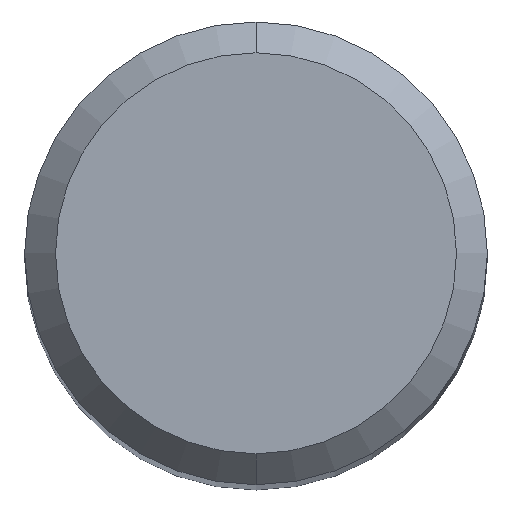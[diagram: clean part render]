
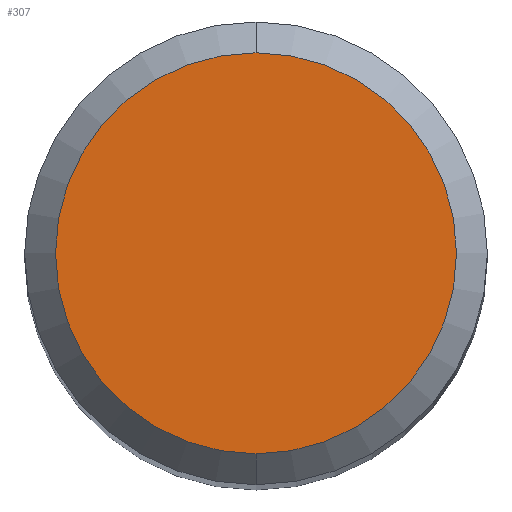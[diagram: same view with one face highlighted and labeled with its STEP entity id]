
A CAD part, top view. The second image highlights one B-rep face of the part: STEP entity #307.
In plain terms, the highlighted planar face has unit normal (0, 0, 1).
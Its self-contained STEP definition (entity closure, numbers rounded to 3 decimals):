
#199=VERTEX_POINT('',#509);
#307=ADVANCED_FACE('',(#629),#630,.T.);
#329=EDGE_CURVE('',#199,#427,#654,.T.);
#391=EDGE_CURVE('',#427,#199,#722,.T.);
#427=VERTEX_POINT('',#761);
#509=CARTESIAN_POINT('',(0.0,2.6,0.0));
#629=FACE_OUTER_BOUND('',#1132,.T.);
#630=PLANE('',#1133);
#654=CIRCLE('',#1174,2.6);
#722=CIRCLE('',#1302,2.6);
#761=CARTESIAN_POINT('',(0.,-2.6,0.0));
#1132=EDGE_LOOP('',(#1615,#1616));
#1133=AXIS2_PLACEMENT_3D('',#1617,#1618,#1619);
#1174=AXIS2_PLACEMENT_3D('',#1641,#1642,#1643);
#1302=AXIS2_PLACEMENT_3D('',#1725,#1726,#1727);
#1615=ORIENTED_EDGE('',*,*,#329,.F.);
#1616=ORIENTED_EDGE('',*,*,#391,.F.);
#1617=CARTESIAN_POINT('',(0.0,1.3,0.0));
#1618=DIRECTION('',(-0.0,0.0,1.0));
#1619=DIRECTION('',(0.0,-1.0,0.0));
#1641=CARTESIAN_POINT('',(0.0,0.0,0.0));
#1642=DIRECTION('',(0.0,0.0,-1.0));
#1643=DIRECTION('',(0.0,1.0,0.0));
#1725=CARTESIAN_POINT('',(0.0,0.0,0.0));
#1726=DIRECTION('',(0.0,0.0,-1.0));
#1727=DIRECTION('',(0.0,1.0,0.0));
